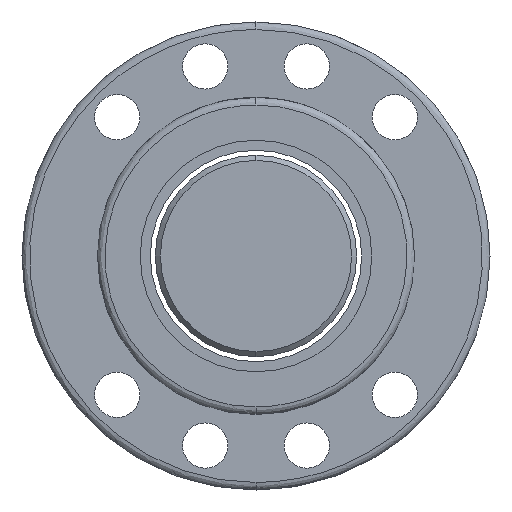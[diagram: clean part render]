
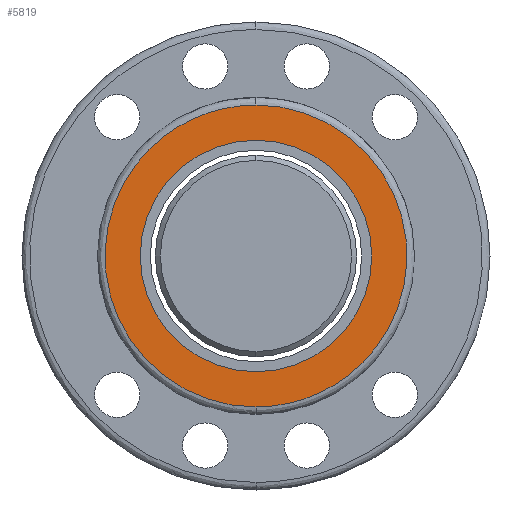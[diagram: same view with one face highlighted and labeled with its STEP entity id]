
A CAD part, left-side view. The second image highlights one B-rep face of the part: STEP entity #5819.
In plain terms, the highlighted planar face has unit normal (-1, 0, 0).
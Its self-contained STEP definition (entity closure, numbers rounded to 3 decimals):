
#420 = EDGE_CURVE ( 'NONE', #7236, #1830, #16254, .T. ) ;
#984 = ORIENTED_EDGE ( 'NONE', *, *, #21960, .F. ) ;
#1404 = EDGE_LOOP ( 'NONE', ( #14689, #984 ) ) ;
#1409 = CARTESIAN_POINT ( 'NONE',  ( -113., -60., 30. ) ) ;
#1830 = VERTEX_POINT ( 'NONE', #6615 ) ;
#3146 = DIRECTION ( 'NONE',  ( -1., 0., 0. ) ) ;
#3915 = PLANE ( 'NONE',  #13463 ) ;
#5035 = DIRECTION ( 'NONE',  ( 0., 0., -1. ) ) ;
#5738 = DIRECTION ( 'NONE',  ( -1., 0., 0. ) ) ;
#5769 = EDGE_CURVE ( 'NONE', #1830, #7236, #17589, .T. ) ;
#5819 = ADVANCED_FACE ( 'NONE', ( #7187, #16121 ), #3915, .F. ) ;
#5820 = ORIENTED_EDGE ( 'NONE', *, *, #5769, .F. ) ;
#5833 = VERTEX_POINT ( 'NONE', #11393 ) ;
#6065 = CARTESIAN_POINT ( 'NONE',  ( -113., 0., 30. ) ) ;
#6615 = CARTESIAN_POINT ( 'NONE',  ( -113., 0., 30. ) ) ;
#7092 = CARTESIAN_POINT ( 'NONE',  ( -113., -60., -30. ) ) ;
#7187 = FACE_BOUND ( 'NONE', #1404, .T. ) ;
#7236 = VERTEX_POINT ( 'NONE', #7487 ) ;
#7487 = CARTESIAN_POINT ( 'NONE',  ( -113., 0., -30. ) ) ;
#7773 = CIRCLE ( 'NONE', #18347, 23. ) ;
#8030 = EDGE_LOOP ( 'NONE', ( #16357, #5820 ) ) ;
#9721 = EDGE_CURVE ( 'NONE', #18143, #5833, #7773, .T. ) ;
#9797 = CARTESIAN_POINT ( 'NONE',  ( -113., 60., -30. ) ) ;
#11064 = CARTESIAN_POINT ( 'NONE',  ( -113., 0., 30. ) ) ;
#11393 = CARTESIAN_POINT ( 'NONE',  ( -113., 0., 23. ) ) ;
#11565 = CARTESIAN_POINT ( 'NONE',  ( -113., 26.5, 0. ) ) ;
#12035 = AXIS2_PLACEMENT_3D ( 'NONE', #17052, #5738, #19061 ) ;
#13453 = CARTESIAN_POINT ( 'NONE',  ( -113., 60., 30. ) ) ;
#13463 = AXIS2_PLACEMENT_3D ( 'NONE', #11565, #17123, #17034 ) ;
#14689 = ORIENTED_EDGE ( 'NONE', *, *, #9721, .F. ) ;
#16121 = FACE_OUTER_BOUND ( 'NONE', #8030, .T. ) ;
#16254 =( BOUNDED_CURVE ( )  B_SPLINE_CURVE ( 3, ( #19294, #9797, #13453, #6065 ),
 .UNSPECIFIED., .F., .F. ) 
 B_SPLINE_CURVE_WITH_KNOTS ( ( 4, 4 ),
 ( 0., 0.5 ),
 .UNSPECIFIED. ) 
 CURVE ( )  GEOMETRIC_REPRESENTATION_ITEM ( )  RATIONAL_B_SPLINE_CURVE ( ( 1., 0.333, 0.333, 1. ) ) 
 REPRESENTATION_ITEM ( '' )  );
#16357 = ORIENTED_EDGE ( 'NONE', *, *, #420, .F. ) ;
#17034 = DIRECTION ( 'NONE',  ( 0., 0., -1. ) ) ;
#17052 = CARTESIAN_POINT ( 'NONE',  ( -113., 0., 0. ) ) ;
#17123 = DIRECTION ( 'NONE',  ( 1., 0., 0. ) ) ;
#17589 =( BOUNDED_CURVE ( )  B_SPLINE_CURVE ( 3, ( #11064, #1409, #7092, #24382 ),
 .UNSPECIFIED., .F., .T. ) 
 B_SPLINE_CURVE_WITH_KNOTS ( ( 4, 4 ),
 ( 0.5, 1. ),
 .UNSPECIFIED. ) 
 CURVE ( )  GEOMETRIC_REPRESENTATION_ITEM ( )  RATIONAL_B_SPLINE_CURVE ( ( 1., 0.333, 0.333, 1. ) ) 
 REPRESENTATION_ITEM ( '' )  );
#18143 = VERTEX_POINT ( 'NONE', #19476 ) ;
#18347 = AXIS2_PLACEMENT_3D ( 'NONE', #24011, #3146, #5035 ) ;
#19061 = DIRECTION ( 'NONE',  ( 0., 0., -1. ) ) ;
#19294 = CARTESIAN_POINT ( 'NONE',  ( -113., 0., -30. ) ) ;
#19476 = CARTESIAN_POINT ( 'NONE',  ( -113., 0., -23. ) ) ;
#21960 = EDGE_CURVE ( 'NONE', #5833, #18143, #22070, .T. ) ;
#22070 = CIRCLE ( 'NONE', #12035, 23. ) ;
#24011 = CARTESIAN_POINT ( 'NONE',  ( -113., 0., 0. ) ) ;
#24382 = CARTESIAN_POINT ( 'NONE',  ( -113., 0., -30. ) ) ;
